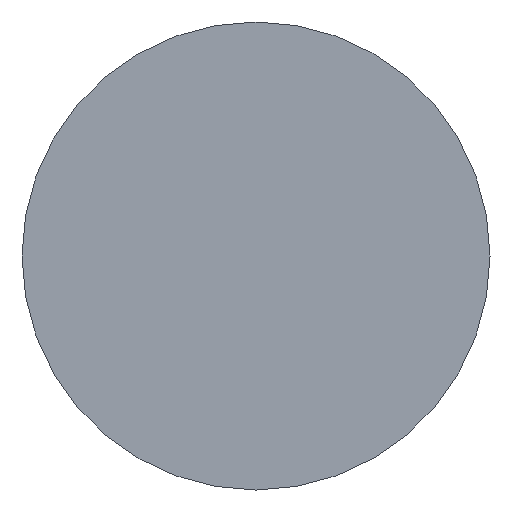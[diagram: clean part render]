
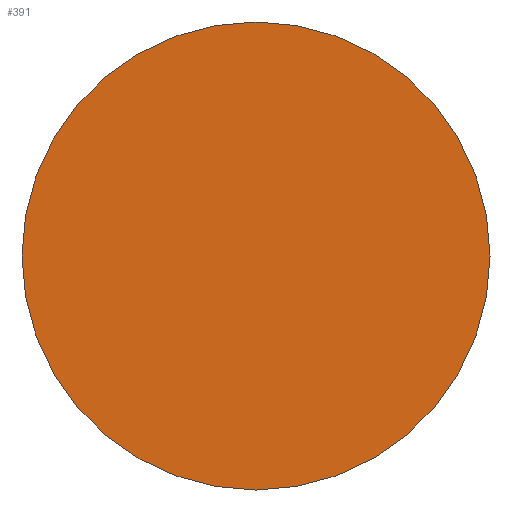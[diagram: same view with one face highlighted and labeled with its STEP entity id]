
A CAD part, front view. The second image highlights one B-rep face of the part: STEP entity #391.
In plain terms, the highlighted planar face has unit normal (0, -1, 0).
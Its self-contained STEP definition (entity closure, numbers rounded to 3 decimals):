
#271=VERTEX_POINT('',#588);
#333=EDGE_CURVE('',#271,#387,#663,.T.);
#387=VERTEX_POINT('',#722);
#391=ADVANCED_FACE('',(#726),#727,.T.);
#433=EDGE_CURVE('',#387,#271,#773,.T.);
#588=CARTESIAN_POINT('',(20.0,-20.0,0.));
#663=CIRCLE('',#1046,20.0);
#722=CARTESIAN_POINT('',(-20.0,-20.0,0.0));
#726=FACE_OUTER_BOUND('',#1123,.T.);
#727=PLANE('',#1124);
#773=CIRCLE('',#1189,20.0);
#1046=AXIS2_PLACEMENT_3D('',#1466,#1467,#1468);
#1123=EDGE_LOOP('',(#1542,#1543));
#1124=AXIS2_PLACEMENT_3D('',#1544,#1545,#1546);
#1189=AXIS2_PLACEMENT_3D('',#1607,#1608,#1609);
#1466=CARTESIAN_POINT('',(0.,-20.0,0.0));
#1467=DIRECTION('',(0.,-1.0,0.0));
#1468=DIRECTION('',(-1.0,0.,0.0));
#1542=ORIENTED_EDGE('',*,*,#433,.T.);
#1543=ORIENTED_EDGE('',*,*,#333,.T.);
#1544=CARTESIAN_POINT('',(0.,-20.0,0.0));
#1545=DIRECTION('',(0.,-1.0,0.0));
#1546=DIRECTION('',(-1.0,0.,0.0));
#1607=CARTESIAN_POINT('',(0.,-20.0,0.0));
#1608=DIRECTION('',(0.,-1.0,0.0));
#1609=DIRECTION('',(-1.0,0.,0.0));
